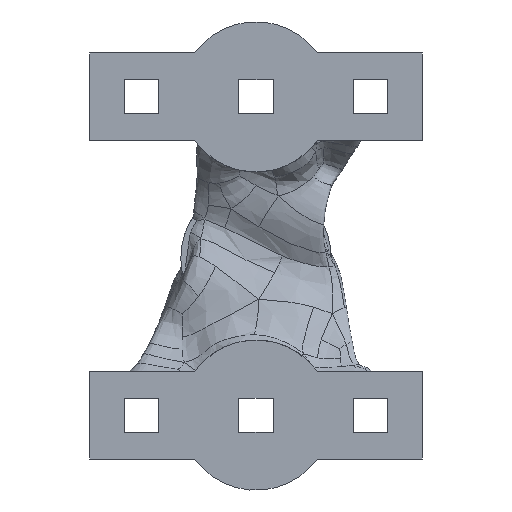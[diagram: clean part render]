
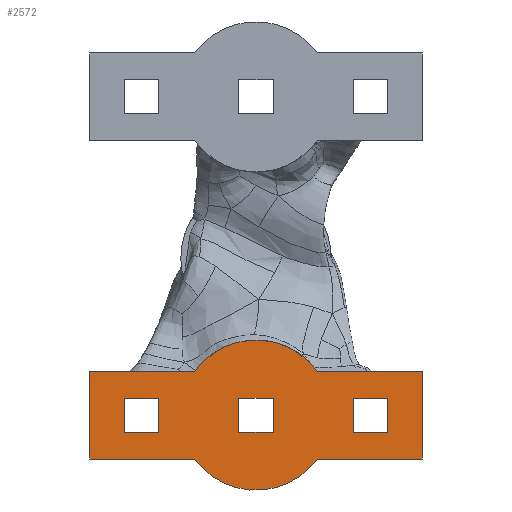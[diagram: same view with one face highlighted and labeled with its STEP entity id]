
A CAD part, front view. The second image highlights one B-rep face of the part: STEP entity #2572.
In plain terms, the highlighted planar face has unit normal (0, -1, 0).
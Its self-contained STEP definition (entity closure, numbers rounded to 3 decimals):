
#42=CIRCLE('',#2734,25.);
#43=CIRCLE('',#2736,25.);
#61=FACE_BOUND('',#358,.T.);
#62=FACE_BOUND('',#359,.T.);
#63=FACE_BOUND('',#360,.T.);
#198=FACE_OUTER_BOUND('',#357,.T.);
#357=EDGE_LOOP('',(#1880,#1881,#1882,#1883,#1884,#1885,#1886,#1887));
#358=EDGE_LOOP('',(#1888,#1889,#1890,#1891));
#359=EDGE_LOOP('',(#1892,#1893,#1894,#1895));
#360=EDGE_LOOP('',(#1896,#1897,#1898,#1899));
#742=LINE('',#3109,#874);
#745=LINE('',#3115,#877);
#748=LINE('',#3121,#880);
#751=LINE('',#3125,#883);
#768=LINE('',#3626,#900);
#772=LINE('',#3634,#904);
#775=LINE('',#3640,#907);
#778=LINE('',#3645,#910);
#800=LINE('',#3692,#932);
#804=LINE('',#3700,#936);
#807=LINE('',#3706,#939);
#810=LINE('',#3711,#942);
#825=LINE('',#3889,#957);
#831=LINE('',#3999,#963);
#833=LINE('',#4003,#965);
#835=LINE('',#4029,#967);
#836=LINE('',#4081,#968);
#838=LINE('',#4084,#970);
#874=VECTOR('',#2795,10.);
#877=VECTOR('',#2800,10.);
#880=VECTOR('',#2805,10.);
#883=VECTOR('',#2810,10.);
#900=VECTOR('',#2839,10.);
#904=VECTOR('',#2845,10.);
#907=VECTOR('',#2850,10.);
#910=VECTOR('',#2855,10.);
#932=VECTOR('',#2891,10.);
#936=VECTOR('',#2897,10.);
#939=VECTOR('',#2902,10.);
#942=VECTOR('',#2907,10.);
#957=VECTOR('',#2936,10.);
#963=VECTOR('',#2956,10.);
#965=VECTOR('',#2960,10.);
#967=VECTOR('',#2964,10.);
#968=VECTOR('',#2967,10.);
#970=VECTOR('',#2971,10.);
#1004=VERTEX_POINT('',#3106);
#1005=VERTEX_POINT('',#3108);
#1007=VERTEX_POINT('',#3114);
#1009=VERTEX_POINT('',#3120);
#1027=VERTEX_POINT('',#3624);
#1028=VERTEX_POINT('',#3625);
#1031=VERTEX_POINT('',#3633);
#1033=VERTEX_POINT('',#3639);
#1051=VERTEX_POINT('',#3690);
#1052=VERTEX_POINT('',#3691);
#1055=VERTEX_POINT('',#3699);
#1057=VERTEX_POINT('',#3705);
#1081=VERTEX_POINT('',#3886);
#1082=VERTEX_POINT('',#3888);
#1088=VERTEX_POINT('',#3988);
#1089=VERTEX_POINT('',#3992);
#1090=VERTEX_POINT('',#3993);
#1091=VERTEX_POINT('',#3998);
#1092=VERTEX_POINT('',#4002);
#1097=VERTEX_POINT('',#4080);
#1270=EDGE_CURVE('',#1005,#1004,#742,.T.);
#1273=EDGE_CURVE('',#1007,#1005,#745,.T.);
#1276=EDGE_CURVE('',#1009,#1007,#748,.T.);
#1279=EDGE_CURVE('',#1004,#1009,#751,.T.);
#1302=EDGE_CURVE('',#1027,#1028,#768,.T.);
#1306=EDGE_CURVE('',#1028,#1031,#772,.T.);
#1309=EDGE_CURVE('',#1031,#1033,#775,.T.);
#1312=EDGE_CURVE('',#1033,#1027,#778,.T.);
#1334=EDGE_CURVE('',#1051,#1052,#800,.T.);
#1338=EDGE_CURVE('',#1052,#1055,#804,.T.);
#1341=EDGE_CURVE('',#1055,#1057,#807,.T.);
#1344=EDGE_CURVE('',#1057,#1051,#810,.T.);
#1370=EDGE_CURVE('',#1081,#1082,#825,.T.);
#1379=EDGE_CURVE('',#1082,#1088,#42,.T.);
#1381=EDGE_CURVE('',#1089,#1090,#43,.T.);
#1384=EDGE_CURVE('',#1091,#1089,#831,.T.);
#1386=EDGE_CURVE('',#1092,#1091,#833,.T.);
#1389=EDGE_CURVE('',#1088,#1092,#835,.T.);
#1394=EDGE_CURVE('',#1097,#1081,#836,.T.);
#1396=EDGE_CURVE('',#1090,#1097,#838,.T.);
#1880=ORIENTED_EDGE('',*,*,#1396,.F.);
#1881=ORIENTED_EDGE('',*,*,#1381,.F.);
#1882=ORIENTED_EDGE('',*,*,#1384,.F.);
#1883=ORIENTED_EDGE('',*,*,#1386,.F.);
#1884=ORIENTED_EDGE('',*,*,#1389,.F.);
#1885=ORIENTED_EDGE('',*,*,#1379,.F.);
#1886=ORIENTED_EDGE('',*,*,#1370,.F.);
#1887=ORIENTED_EDGE('',*,*,#1394,.F.);
#1888=ORIENTED_EDGE('',*,*,#1276,.T.);
#1889=ORIENTED_EDGE('',*,*,#1273,.T.);
#1890=ORIENTED_EDGE('',*,*,#1270,.T.);
#1891=ORIENTED_EDGE('',*,*,#1279,.T.);
#1892=ORIENTED_EDGE('',*,*,#1312,.T.);
#1893=ORIENTED_EDGE('',*,*,#1302,.T.);
#1894=ORIENTED_EDGE('',*,*,#1306,.T.);
#1895=ORIENTED_EDGE('',*,*,#1309,.T.);
#1896=ORIENTED_EDGE('',*,*,#1344,.T.);
#1897=ORIENTED_EDGE('',*,*,#1334,.T.);
#1898=ORIENTED_EDGE('',*,*,#1338,.T.);
#1899=ORIENTED_EDGE('',*,*,#1341,.T.);
#2517=PLANE('',#2742);
#2572=ADVANCED_FACE('',(#198,#61,#62,#63),#2517,.F.);
#2734=AXIS2_PLACEMENT_3D('',#3989,#2945,#2946);
#2736=AXIS2_PLACEMENT_3D('',#3994,#2950,#2951);
#2742=AXIS2_PLACEMENT_3D('',#4085,#2972,#2973);
#2795=DIRECTION('',(0.,0.,-1.));
#2800=DIRECTION('',(1.,0.,0.));
#2805=DIRECTION('',(0.,0.,1.));
#2810=DIRECTION('',(-1.,0.,0.));
#2839=DIRECTION('',(-1.,0.,0.));
#2845=DIRECTION('',(0.,0.,1.));
#2850=DIRECTION('',(1.,0.,0.));
#2855=DIRECTION('',(0.,0.,-1.));
#2891=DIRECTION('',(0.,0.,1.));
#2897=DIRECTION('',(1.,0.,0.));
#2902=DIRECTION('',(0.,0.,-1.));
#2907=DIRECTION('',(-1.,0.,0.));
#2936=DIRECTION('',(1.,0.,0.));
#2945=DIRECTION('center_axis',(0.,1.,0.));
#2946=DIRECTION('ref_axis',(-0.812,0.,0.584));
#2950=DIRECTION('center_axis',(0.,1.,0.));
#2951=DIRECTION('ref_axis',(0.812,0.,-0.584));
#2956=DIRECTION('',(-1.,0.,0.));
#2960=DIRECTION('',(0.,0.,-1.));
#2964=DIRECTION('',(1.,0.,0.));
#2967=DIRECTION('',(0.,0.,1.));
#2971=DIRECTION('',(-1.,0.,0.));
#2972=DIRECTION('center_axis',(0.,1.,0.));
#2973=DIRECTION('ref_axis',(-1.,0.,0.));
#3106=CARTESIAN_POINT('',(5.744,176.087,-170.098));
#3108=CARTESIAN_POINT('',(5.744,176.087,-158.698));
#3109=CARTESIAN_POINT('',(5.744,176.087,-161.548));
#3114=CARTESIAN_POINT('',(-5.656,176.087,-158.698));
#3115=CARTESIAN_POINT('',(-2.806,176.087,-158.698));
#3120=CARTESIAN_POINT('',(-5.656,176.087,-170.098));
#3121=CARTESIAN_POINT('',(-5.656,176.087,-167.248));
#3125=CARTESIAN_POINT('',(2.894,176.087,-170.098));
#3624=CARTESIAN_POINT('',(-32.273,176.087,-170.141));
#3625=CARTESIAN_POINT('',(-43.673,176.087,-170.141));
#3626=CARTESIAN_POINT('',(-43.673,176.087,-170.141));
#3633=CARTESIAN_POINT('',(-43.673,176.087,-158.741));
#3634=CARTESIAN_POINT('',(-43.673,176.087,-158.741));
#3639=CARTESIAN_POINT('',(-32.273,176.087,-158.741));
#3640=CARTESIAN_POINT('',(-32.273,176.087,-158.741));
#3645=CARTESIAN_POINT('',(-32.273,176.087,-170.141));
#3690=CARTESIAN_POINT('',(32.361,176.087,-170.141));
#3691=CARTESIAN_POINT('',(32.361,176.087,-158.741));
#3692=CARTESIAN_POINT('',(32.361,176.087,-170.141));
#3699=CARTESIAN_POINT('',(43.761,176.087,-158.741));
#3700=CARTESIAN_POINT('',(32.361,176.087,-158.741));
#3705=CARTESIAN_POINT('',(43.761,176.087,-170.141));
#3706=CARTESIAN_POINT('',(43.761,176.087,-158.741));
#3711=CARTESIAN_POINT('',(43.761,176.087,-170.141));
#3886=CARTESIAN_POINT('',(-55.306,176.087,-149.806));
#3888=CARTESIAN_POINT('',(-20.256,176.087,-149.806));
#3889=CARTESIAN_POINT('',(-55.306,176.087,-149.806));
#3988=CARTESIAN_POINT('',(20.343,176.087,-149.806));
#3989=CARTESIAN_POINT('Origin',(0.044,176.087,-164.398));
#3992=CARTESIAN_POINT('',(20.343,176.087,-178.99));
#3993=CARTESIAN_POINT('',(-20.256,176.087,-178.99));
#3994=CARTESIAN_POINT('Origin',(0.044,176.087,-164.398));
#3998=CARTESIAN_POINT('',(55.394,176.087,-178.99));
#3999=CARTESIAN_POINT('',(55.394,176.087,-178.99));
#4002=CARTESIAN_POINT('',(55.394,176.087,-149.806));
#4003=CARTESIAN_POINT('',(55.394,176.087,-149.806));
#4029=CARTESIAN_POINT('',(20.343,176.087,-149.806));
#4080=CARTESIAN_POINT('',(-55.306,176.087,-178.99));
#4081=CARTESIAN_POINT('',(-55.306,176.087,-178.99));
#4084=CARTESIAN_POINT('',(-20.256,176.087,-178.99));
#4085=CARTESIAN_POINT('Origin',(0.044,176.087,-164.398));
